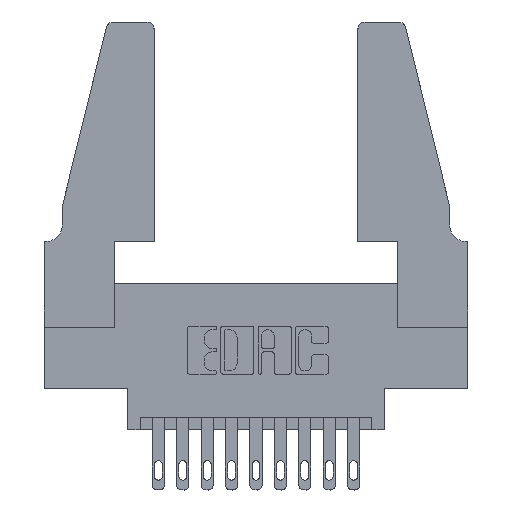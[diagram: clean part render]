
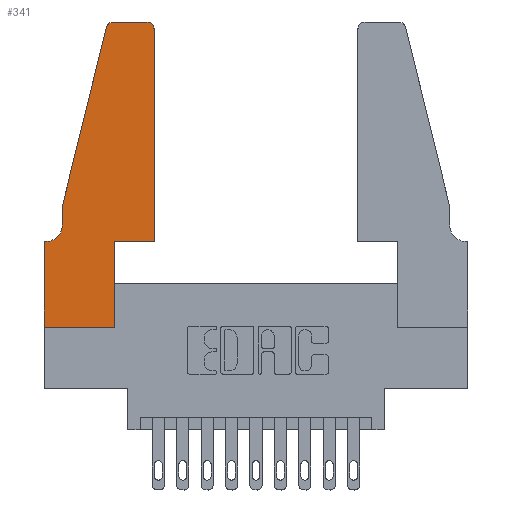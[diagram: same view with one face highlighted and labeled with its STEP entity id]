
A CAD part, top view. The second image highlights one B-rep face of the part: STEP entity #341.
In plain terms, the highlighted planar face has unit normal (0, 0, 1).
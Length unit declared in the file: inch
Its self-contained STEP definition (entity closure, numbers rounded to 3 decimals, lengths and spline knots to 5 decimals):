
#202 = VECTOR ( 'NONE', #1805, 39.37008 ) ;
#341 = ADVANCED_FACE ( 'NONE', ( #5885 ), #13150, .T. ) ;
#363 = CIRCLE ( 'NONE', #648, 0.03 ) ;
#410 = LINE ( 'NONE', #11981, #11350 ) ;
#587 = VECTOR ( 'NONE', #1282, 39.37008 ) ;
#648 = AXIS2_PLACEMENT_3D ( 'NONE', #10490, #12526, #4105 ) ;
#827 = EDGE_CURVE ( 'NONE', #5768, #5068, #5871, .T. ) ;
#873 = EDGE_CURVE ( 'NONE', #7461, #1971, #410, .T. ) ;
#1023 = VECTOR ( 'NONE', #12014, 39.37008 ) ;
#1056 = ORIENTED_EDGE ( 'NONE', *, *, #2060, .T. ) ;
#1170 = AXIS2_PLACEMENT_3D ( 'NONE', #11257, #1557, #9328 ) ;
#1282 = DIRECTION ( 'NONE',  ( -1., 0., 0. ) ) ;
#1328 = CARTESIAN_POINT ( 'NONE',  ( 0.0755, 0.5, 0.37 ) ) ;
#1514 = DIRECTION ( 'NONE',  ( 0., 1., 0. ) ) ;
#1532 = CARTESIAN_POINT ( 'NONE',  ( 0.2865, 0., 0.37 ) ) ;
#1534 = DIRECTION ( 'NONE',  ( 1., 0., 0. ) ) ;
#1557 = DIRECTION ( 'NONE',  ( 0., 0., -1. ) ) ;
#1710 = CARTESIAN_POINT ( 'NONE',  ( 0.0755, 0.5, 0.37 ) ) ;
#1805 = DIRECTION ( 'NONE',  ( -0.239, -0.971, 0. ) ) ;
#1881 = AXIS2_PLACEMENT_3D ( 'NONE', #7825, #3568, #1534 ) ;
#1971 = VERTEX_POINT ( 'NONE', #11891 ) ;
#2060 = EDGE_CURVE ( 'NONE', #5025, #2727, #4749, .T. ) ;
#2260 = ORIENTED_EDGE ( 'NONE', *, *, #827, .T. ) ;
#2539 = DIRECTION ( 'NONE',  ( 0., -1., 0. ) ) ;
#2663 = DIRECTION ( 'NONE',  ( 1., 0., 0. ) ) ;
#2727 = VERTEX_POINT ( 'NONE', #11357 ) ;
#2978 = EDGE_CURVE ( 'NONE', #5068, #3019, #363, .T. ) ;
#3019 = VERTEX_POINT ( 'NONE', #6197 ) ;
#3104 = CARTESIAN_POINT ( 'NONE',  ( 0.4205, 1.22, 0.37 ) ) ;
#3278 = LINE ( 'NONE', #3649, #10562 ) ;
#3568 = DIRECTION ( 'NONE',  ( 0., 0., 1. ) ) ;
#3649 = CARTESIAN_POINT ( 'NONE',  ( 0.2865, 0.35, 0.37 ) ) ;
#3789 = DIRECTION ( 'NONE',  ( 0., 1., 0. ) ) ;
#4105 = DIRECTION ( 'NONE',  ( 1., 0., 0. ) ) ;
#4115 = CIRCLE ( 'NONE', #1170, 0.07 ) ;
#4159 = EDGE_CURVE ( 'NONE', #2727, #4885, #6782, .T. ) ;
#4169 = DIRECTION ( 'NONE',  ( 1., 0., 0. ) ) ;
#4177 = EDGE_CURVE ( 'NONE', #10848, #5105, #12430, .T. ) ;
#4591 = VECTOR ( 'NONE', #13115, 39.37008 ) ;
#4722 = ORIENTED_EDGE ( 'NONE', *, *, #2978, .T. ) ;
#4749 = LINE ( 'NONE', #13615, #4591 ) ;
#4885 = VERTEX_POINT ( 'NONE', #12053 ) ;
#5025 = VERTEX_POINT ( 'NONE', #11288 ) ;
#5035 = CARTESIAN_POINT ( 'NONE',  ( 0.2605, 1.25, 0.37 ) ) ;
#5068 = VERTEX_POINT ( 'NONE', #6044 ) ;
#5105 = VERTEX_POINT ( 'NONE', #10284 ) ;
#5649 = CARTESIAN_POINT ( 'NONE',  ( 0.4505, 0.35, 0.37 ) ) ;
#5732 = AXIS2_PLACEMENT_3D ( 'NONE', #3104, #11517, #4169 ) ;
#5768 = VERTEX_POINT ( 'NONE', #7436 ) ;
#5871 = LINE ( 'NONE', #5035, #587 ) ;
#5885 = FACE_OUTER_BOUND ( 'NONE', #6961, .T. ) ;
#5976 = ORIENTED_EDGE ( 'NONE', *, *, #9391, .T. ) ;
#6044 = CARTESIAN_POINT ( 'NONE',  ( 0.284, 1.25, 0.37 ) ) ;
#6056 = EDGE_CURVE ( 'NONE', #7273, #8962, #3278, .T. ) ;
#6197 = CARTESIAN_POINT ( 'NONE',  ( 0.25487, 1.22718, 0.37 ) ) ;
#6678 = EDGE_CURVE ( 'NONE', #4885, #7273, #7725, .T. ) ;
#6782 = LINE ( 'NONE', #11163, #1023 ) ;
#6961 = EDGE_LOOP ( 'NONE', ( #2260, #4722, #7534, #13497, #12461, #1056, #9522, #12729, #13179, #7574, #8834, #5976 ) ) ;
#7273 = VERTEX_POINT ( 'NONE', #1532 ) ;
#7436 = CARTESIAN_POINT ( 'NONE',  ( 0.4205, 1.25, 0.37 ) ) ;
#7461 = VERTEX_POINT ( 'NONE', #1328 ) ;
#7465 = LINE ( 'NONE', #7684, #8141 ) ;
#7534 = ORIENTED_EDGE ( 'NONE', *, *, #8666, .T. ) ;
#7574 = ORIENTED_EDGE ( 'NONE', *, *, #9304, .T. ) ;
#7647 = CIRCLE ( 'NONE', #5732, 0.03 ) ;
#7684 = CARTESIAN_POINT ( 'NONE',  ( 0.4505, 0.35, 0.37 ) ) ;
#7725 = LINE ( 'NONE', #11921, #11194 ) ;
#7825 = CARTESIAN_POINT ( 'NONE',  ( 0., 0.35, 0.37 ) ) ;
#7842 = CARTESIAN_POINT ( 'NONE',  ( 0.2865, 0.35, 0.37 ) ) ;
#8141 = VECTOR ( 'NONE', #8801, 39.37008 ) ;
#8666 = EDGE_CURVE ( 'NONE', #3019, #7461, #13479, .T. ) ;
#8801 = DIRECTION ( 'NONE',  ( 1., 0., 0. ) ) ;
#8834 = ORIENTED_EDGE ( 'NONE', *, *, #4177, .T. ) ;
#8962 = VERTEX_POINT ( 'NONE', #7842 ) ;
#9304 = EDGE_CURVE ( 'NONE', #8962, #10848, #7465, .T. ) ;
#9328 = DIRECTION ( 'NONE',  ( -1., 0., 0. ) ) ;
#9391 = EDGE_CURVE ( 'NONE', #5105, #5768, #7647, .T. ) ;
#9522 = ORIENTED_EDGE ( 'NONE', *, *, #4159, .T. ) ;
#10284 = CARTESIAN_POINT ( 'NONE',  ( 0.4505, 1.22, 0.37 ) ) ;
#10490 = CARTESIAN_POINT ( 'NONE',  ( 0.284, 1.22, 0.37 ) ) ;
#10562 = VECTOR ( 'NONE', #3789, 39.37008 ) ;
#10848 = VERTEX_POINT ( 'NONE', #11008 ) ;
#11008 = CARTESIAN_POINT ( 'NONE',  ( 0.4505, 0.35, 0.37 ) ) ;
#11163 = CARTESIAN_POINT ( 'NONE',  ( 0., 0., 0.37 ) ) ;
#11194 = VECTOR ( 'NONE', #2663, 39.37008 ) ;
#11257 = CARTESIAN_POINT ( 'NONE',  ( 0.0055, 0.42, 0.37 ) ) ;
#11288 = CARTESIAN_POINT ( 'NONE',  ( 0.0055, 0.35, 0.37 ) ) ;
#11350 = VECTOR ( 'NONE', #2539, 39.37008 ) ;
#11357 = CARTESIAN_POINT ( 'NONE',  ( 0., 0.35, 0.37 ) ) ;
#11500 = EDGE_CURVE ( 'NONE', #1971, #5025, #4115, .T. ) ;
#11517 = DIRECTION ( 'NONE',  ( 0., 0., 1. ) ) ;
#11891 = CARTESIAN_POINT ( 'NONE',  ( 0.0755, 0.42, 0.37 ) ) ;
#11921 = CARTESIAN_POINT ( 'NONE',  ( 0., 0., 0.37 ) ) ;
#11981 = CARTESIAN_POINT ( 'NONE',  ( 0.0755, 0.5, 0.37 ) ) ;
#12014 = DIRECTION ( 'NONE',  ( 0., -1., 0. ) ) ;
#12053 = CARTESIAN_POINT ( 'NONE',  ( 0., 0., 0.37 ) ) ;
#12430 = LINE ( 'NONE', #5649, #12945 ) ;
#12461 = ORIENTED_EDGE ( 'NONE', *, *, #11500, .T. ) ;
#12526 = DIRECTION ( 'NONE',  ( 0., 0., 1. ) ) ;
#12729 = ORIENTED_EDGE ( 'NONE', *, *, #6678, .T. ) ;
#12945 = VECTOR ( 'NONE', #1514, 39.37008 ) ;
#13115 = DIRECTION ( 'NONE',  ( -1., 0., 0. ) ) ;
#13150 = PLANE ( 'NONE',  #1881 ) ;
#13179 = ORIENTED_EDGE ( 'NONE', *, *, #6056, .T. ) ;
#13479 = LINE ( 'NONE', #1710, #202 ) ;
#13497 = ORIENTED_EDGE ( 'NONE', *, *, #873, .T. ) ;
#13615 = CARTESIAN_POINT ( 'NONE',  ( 0.0755, 0.35, 0.37 ) ) ;
